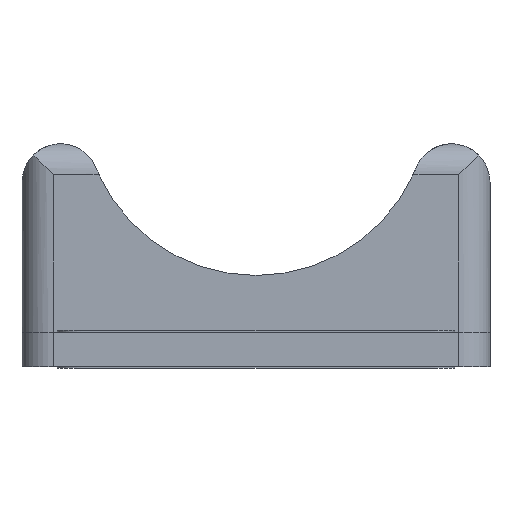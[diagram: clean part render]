
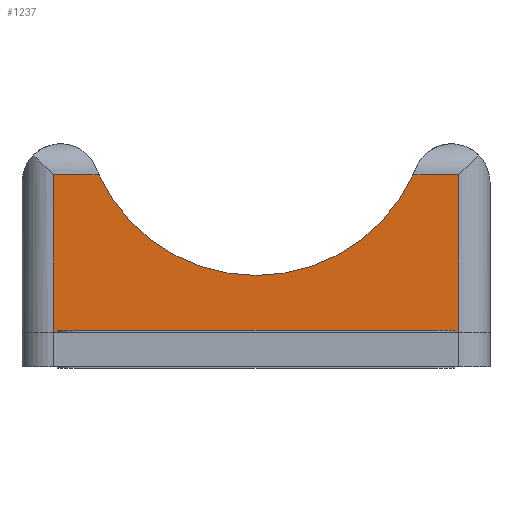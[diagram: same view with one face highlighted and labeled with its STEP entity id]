
A CAD part, front view. The second image highlights one B-rep face of the part: STEP entity #1237.
In plain terms, the highlighted planar face has unit normal (0, -1, 0).
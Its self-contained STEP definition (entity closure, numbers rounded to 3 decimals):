
#24=PLANE('',#1304);
#57=CIRCLE('',#1305,11.);
#112=LINE('',#1731,#197);
#114=LINE('',#1774,#199);
#115=LINE('',#1776,#200);
#116=LINE('',#1778,#201);
#117=LINE('',#1780,#202);
#197=VECTOR('',#1436,1000.);
#199=VECTOR('',#1446,1000.);
#200=VECTOR('',#1447,1000.);
#201=VECTOR('',#1448,1000.);
#202=VECTOR('',#1449,1000.);
#305=ORIENTED_EDGE('',*,*,#567,.F.);
#306=ORIENTED_EDGE('',*,*,#568,.T.);
#307=ORIENTED_EDGE('',*,*,#569,.T.);
#308=ORIENTED_EDGE('',*,*,#570,.T.);
#309=ORIENTED_EDGE('',*,*,#571,.F.);
#310=ORIENTED_EDGE('',*,*,#561,.T.);
#561=EDGE_CURVE('',#693,#691,#112,.T.);
#567=EDGE_CURVE('',#697,#691,#57,.F.);
#568=EDGE_CURVE('',#697,#698,#114,.T.);
#569=EDGE_CURVE('',#698,#699,#115,.T.);
#570=EDGE_CURVE('',#699,#700,#116,.T.);
#571=EDGE_CURVE('',#693,#700,#117,.T.);
#691=VERTEX_POINT('',#1729);
#693=VERTEX_POINT('',#1732);
#697=VERTEX_POINT('',#1773);
#698=VERTEX_POINT('',#1775);
#699=VERTEX_POINT('',#1777);
#700=VERTEX_POINT('',#1779);
#759=EDGE_LOOP('',(#305,#306,#307,#308,#309,#310));
#817=FACE_BOUND('',#759,.T.);
#1237=ADVANCED_FACE('',(#817),#24,.F.);
#1304=AXIS2_PLACEMENT_3D('',#1771,#1442,#1443);
#1305=AXIS2_PLACEMENT_3D('',#1772,#1444,#1445);
#1436=DIRECTION('',(-1.,0.,0.));
#1442=DIRECTION('',(0.,1.,0.));
#1443=DIRECTION('',(0.,0.,1.));
#1444=DIRECTION('',(0.,1.,0.));
#1445=DIRECTION('',(0.,0.,1.));
#1446=DIRECTION('',(-1.,0.,0.));
#1447=DIRECTION('',(0.,0.,-1.));
#1448=DIRECTION('',(1.,0.,0.));
#1449=DIRECTION('',(0.,0.,-1.));
#1729=CARTESIAN_POINT('',(9.992,15.3,12.2));
#1731=CARTESIAN_POINT('',(14.9,15.3,12.2));
#1732=CARTESIAN_POINT('',(12.9,15.3,12.2));
#1771=CARTESIAN_POINT('',(-12.9,15.3,14.2));
#1772=CARTESIAN_POINT('',(0.,15.3,16.8));
#1773=CARTESIAN_POINT('',(-9.992,15.3,12.2));
#1774=CARTESIAN_POINT('',(14.9,15.3,12.2));
#1775=CARTESIAN_POINT('',(-12.9,15.3,12.2));
#1776=CARTESIAN_POINT('',(-12.9,15.3,14.2));
#1777=CARTESIAN_POINT('',(-12.9,15.3,2.2));
#1778=CARTESIAN_POINT('',(-12.9,15.3,2.2));
#1779=CARTESIAN_POINT('',(12.9,15.3,2.2));
#1780=CARTESIAN_POINT('',(12.9,15.3,14.2));
